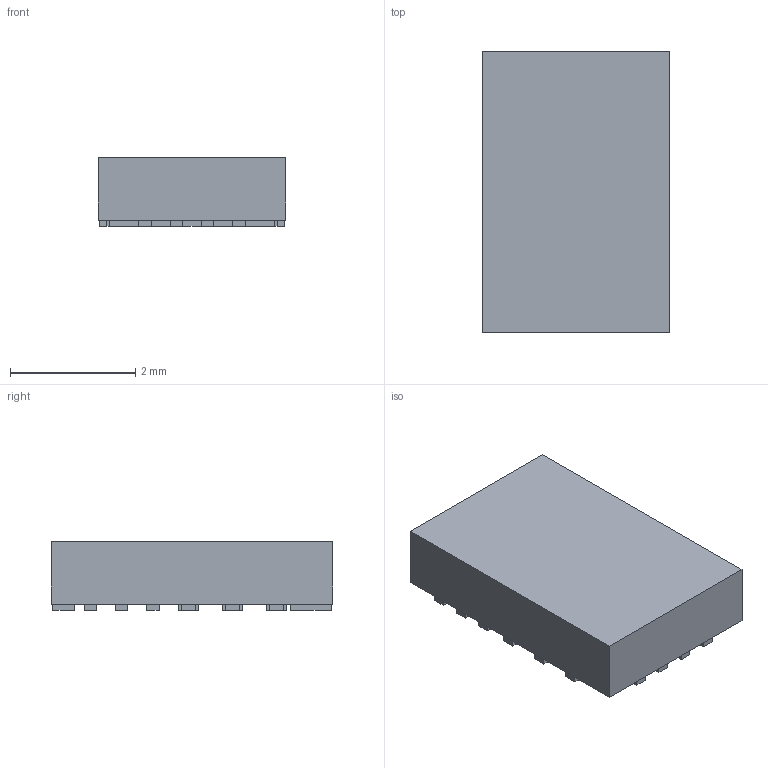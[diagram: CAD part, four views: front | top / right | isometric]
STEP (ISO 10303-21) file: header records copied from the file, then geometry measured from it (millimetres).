
FILE_DESCRIPTION(('FreeCAD Model'),'2;1');
FILE_NAME('15836177.1.2.stp','2022-02-16T10:41:49',( 'Author'),(''),'Open CASCADE STEP processor 6.9','FreeCAD','Unknown' );
FILE_SCHEMA(('AUTOMOTIVE_DESIGN { 1 0 10303 214 1 1 1 1 }'));
Length unit declared in the file: millimetre
Products named in the file (3): ASSEMBLY; Body; Pins
Assembly tree (2 placements, depth 2):
  ASSEMBLY
    Body
    Pins
Bounding box: 3 x 4.5 x 1.1 mm (x, y, z)
Volume: 13.9 mm3; surface area: 53.5 mm2
Topology: 25 solids, 25 shells, 150 faces, 300 edges, 200 vertices
Faces by surface type: plane 150
Entity records: 7931 total; most frequent: CARTESIAN_POINT 1253, DIRECTION 1206, LINE 900, VECTOR 900, ORIENTED_EDGE 600, PCURVE 600, DEFINITIONAL_REPRESENTATION 600, EDGE_CURVE 300
